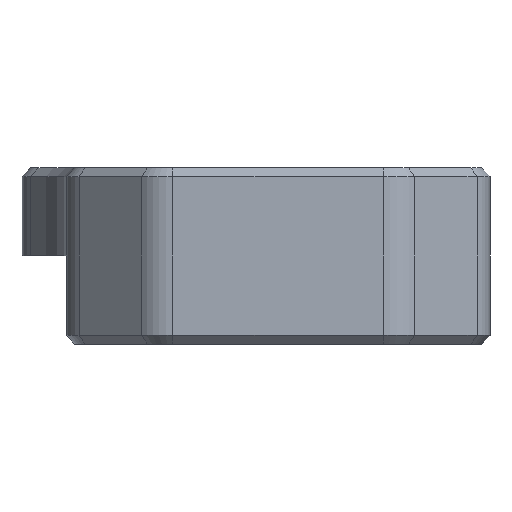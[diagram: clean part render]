
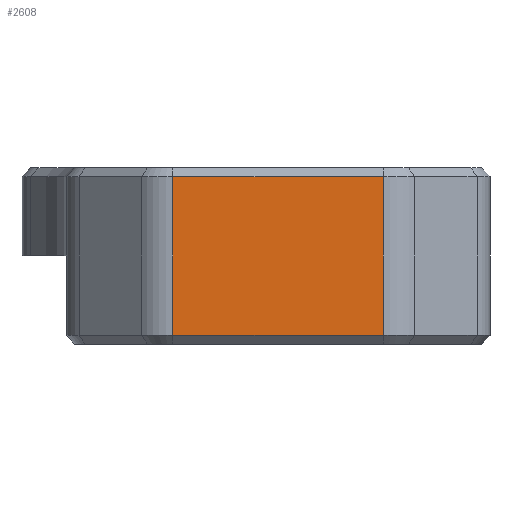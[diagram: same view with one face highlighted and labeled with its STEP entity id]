
A CAD part, left-side view. The second image highlights one B-rep face of the part: STEP entity #2608.
In plain terms, the highlighted planar face has unit normal (-1, 0, 0).
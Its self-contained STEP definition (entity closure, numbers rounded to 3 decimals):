
#1505 = VERTEX_POINT('',#1506);
#1506 = CARTESIAN_POINT('',(-40.,5.964,9.5));
#1546 = EDGE_CURVE('',#1505,#1547,#1549,.T.);
#1547 = VERTEX_POINT('',#1548);
#1548 = CARTESIAN_POINT('',(-40.,-5.964,9.5));
#1549 = LINE('',#1550,#1551);
#1550 = CARTESIAN_POINT('',(-40.,5.964,9.5));
#1551 = VECTOR('',#1552,1.);
#1552 = DIRECTION('',(0.,-1.,0.));
#2213 = VERTEX_POINT('',#2214);
#2214 = CARTESIAN_POINT('',(-40.,5.964,0.5));
#2221 = EDGE_CURVE('',#2213,#1505,#2222,.T.);
#2222 = LINE('',#2223,#2224);
#2223 = CARTESIAN_POINT('',(-40.,5.964,0.));
#2224 = VECTOR('',#2225,1.);
#2225 = DIRECTION('',(0.,0.,1.));
#2271 = EDGE_CURVE('',#2213,#2272,#2274,.T.);
#2272 = VERTEX_POINT('',#2273);
#2273 = CARTESIAN_POINT('',(-40.,-5.964,0.5));
#2274 = LINE('',#2275,#2276);
#2275 = CARTESIAN_POINT('',(-40.,5.964,0.5));
#2276 = VECTOR('',#2277,1.);
#2277 = DIRECTION('',(0.,-1.,0.));
#2608 = ADVANCED_FACE('',(#2609),#2620,.F.);
#2609 = FACE_BOUND('',#2610,.F.);
#2610 = EDGE_LOOP('',(#2611,#2612,#2613,#2619));
#2611 = ORIENTED_EDGE('',*,*,#2221,.T.);
#2612 = ORIENTED_EDGE('',*,*,#1546,.T.);
#2613 = ORIENTED_EDGE('',*,*,#2614,.F.);
#2614 = EDGE_CURVE('',#2272,#1547,#2615,.T.);
#2615 = LINE('',#2616,#2617);
#2616 = CARTESIAN_POINT('',(-40.,-5.964,0.));
#2617 = VECTOR('',#2618,1.);
#2618 = DIRECTION('',(0.,0.,1.));
#2619 = ORIENTED_EDGE('',*,*,#2271,.F.);
#2620 = PLANE('',#2621);
#2621 = AXIS2_PLACEMENT_3D('',#2622,#2623,#2624);
#2622 = CARTESIAN_POINT('',(-40.,12.,0.));
#2623 = DIRECTION('',(1.,0.,0.));
#2624 = DIRECTION('',(0.,-1.,0.));
